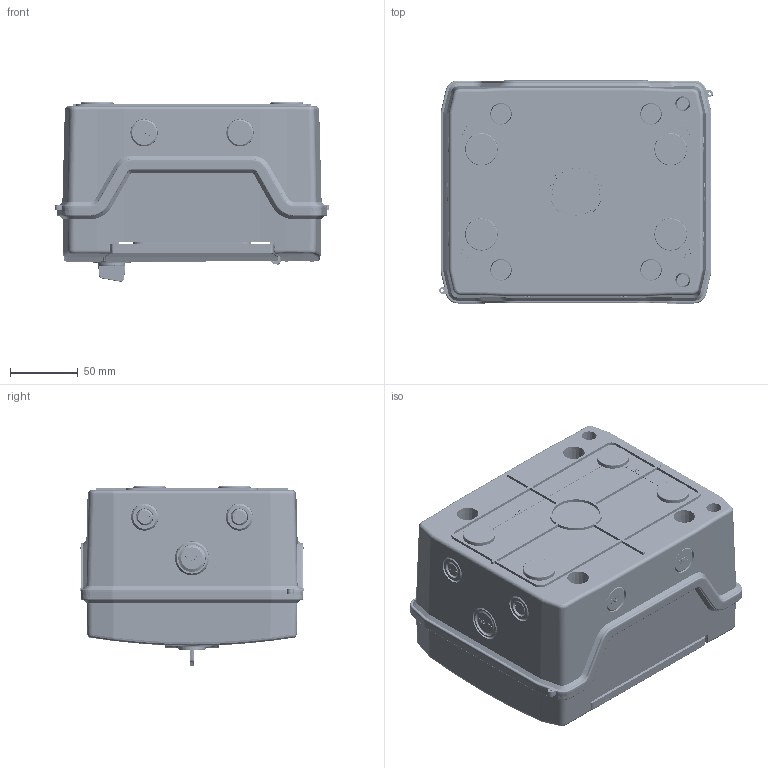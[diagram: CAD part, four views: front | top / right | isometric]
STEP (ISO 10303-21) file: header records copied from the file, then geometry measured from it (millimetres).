
FILE_DESCRIPTION((''),'2;1');
FILE_NAME('TABLA_N6-D_ASM','2021-08-10T',('marketing.praksa'),('Audax d.o.o.'),'CREO PARAMETRIC BY PTC INC, 2017480','CREO PARAMETRIC BY PTC INC, 2017480','');
FILE_SCHEMA(('AUTOMOTIVE_DESIGN { 1 0 10303 214 1 1 1 1 }'));
Products named in the file (22): SABIRNICA_N6-D; PLASTICNI_VIJAK_D_SERIJE; HOSRAF_4_2X9_5; HOL_RAF_4X30_3_9MMX32MM; CEP_NAZIDNIH_KUCIST_C_I_D_SERIJ; SINA_SABIRNICE_N6-D; MASKA_N6-D; HOL_RAF_3_5X13_3_5MMX13MM; SINA_N6-D__KRUSKICA_; KLJUC_D_-_15_05_2020; KUCISTE_N6-D; VRATA_N6-D; SRAF_KLEME_1_1_1_1; MESING_04-13827_1_1_1_1; SRAF_KLEME_1_1_1_1_1; CU-6SCREW-SABIRNICA_ASM; SRAF_KLEME_1_1_1_1_2; MESING_04-13827_1_1_1_1_1; SRAF_KLEME_1_1_1_1_1_2; ASM0104GH_ASM; PRT9539; TABLA_N6-D_ASM
Assembly tree (41 placements, depth 3):
  TABLA_N6-D_ASM
    SABIRNICA_N6-D  x2
    PLASTICNI_VIJAK_D_SERIJE  x4
    HOSRAF_4_2X9_5  x2
    HOL_RAF_4X30_3_9MMX32MM  x4
    CEP_NAZIDNIH_KUCIST_C_I_D_SERIJ  x4
    SINA_SABIRNICE_N6-D
    MASKA_N6-D
    HOL_RAF_3_5X13_3_5MMX13MM  x2
    SINA_N6-D__KRUSKICA_
    KLJUC_D_-_15_05_2020
    KUCISTE_N6-D
    VRATA_N6-D
    CU-6SCREW-SABIRNICA_ASM
      SRAF_KLEME_1_1_1_1  x4
      MESING_04-13827_1_1_1_1
      SRAF_KLEME_1_1_1_1_1  x2
    ASM0104GH_ASM
      SRAF_KLEME_1_1_1_1_2  x4
      MESING_04-13827_1_1_1_1_1
      SRAF_KLEME_1_1_1_1_1_2  x2
    PRT9539
Bounding box: 202.84 x 165.04 x 132.69 mm (x, y, z)
Volume: 469092.6 mm3; surface area: 478769.2 mm2
Topology: 39 solids, 41 shells, 5289 faces, 14029 edges, 8962 vertices
Faces by surface type: plane 2319, bspline 1070, cylinder 940, cone 536, torus 279, extrusion 107, sphere 30, revolution 8
Entity records: 243653 total; most frequent: CARTESIAN_POINT 88864, ORIENTED_EDGE 21188, DIRECTION 16116, PRESENTATION_STYLE_ASSIGNMENT 14738, STYLED_ITEM 14738, CURVE_STYLE 10704, EDGE_CURVE 10597, VERTEX_POINT 6790
